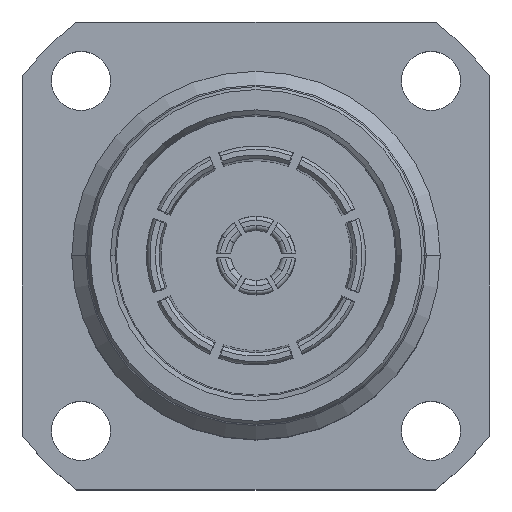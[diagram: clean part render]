
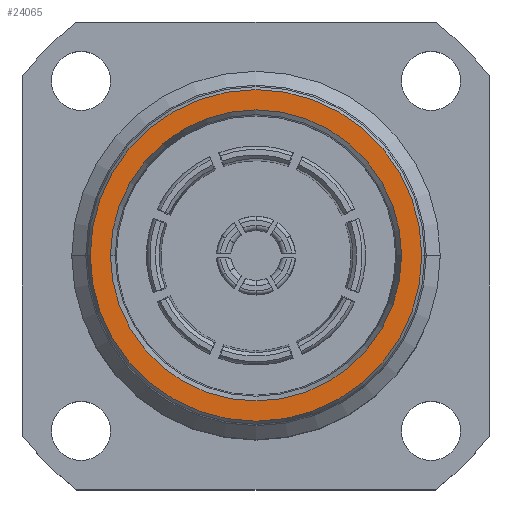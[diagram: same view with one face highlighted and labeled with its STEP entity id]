
A CAD part, top view. The second image highlights one B-rep face of the part: STEP entity #24065.
In plain terms, the highlighted planar face has unit normal (0, 0, 1).
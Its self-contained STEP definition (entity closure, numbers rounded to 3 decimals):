
#46 = CARTESIAN_POINT ( 'NONE',  ( 0., 0., 0. ) ) ;
#699 = DIRECTION ( 'NONE',  ( 1., 0., 0. ) ) ;
#987 = EDGE_CURVE ( 'NONE', #26813, #23769, #23513, .T. ) ;
#1552 = ORIENTED_EDGE ( 'NONE', *, *, #14927, .F. ) ;
#2428 = AXIS2_PLACEMENT_3D ( 'NONE', #10379, #14853, #19718 ) ;
#4446 = CIRCLE ( 'NONE', #24842, 9. ) ;
#5547 = AXIS2_PLACEMENT_3D ( 'NONE', #22856, #27832, #13605 ) ;
#5856 = ORIENTED_EDGE ( 'NONE', *, *, #18613, .T. ) ;
#7756 = CARTESIAN_POINT ( 'NONE',  ( -7.9, 0., 0. ) ) ;
#8883 = FACE_BOUND ( 'NONE', #16846, .T. ) ;
#9402 = DIRECTION ( 'NONE',  ( 0., 0., 1. ) ) ;
#10367 = FACE_OUTER_BOUND ( 'NONE', #24141, .T. ) ;
#10379 = CARTESIAN_POINT ( 'NONE',  ( 0., 9., 0. ) ) ;
#11231 = DIRECTION ( 'NONE',  ( 0., 0., 1. ) ) ;
#11700 = ORIENTED_EDGE ( 'NONE', *, *, #987, .F. ) ;
#13605 = DIRECTION ( 'NONE',  ( 1., 0., 0. ) ) ;
#14176 = CARTESIAN_POINT ( 'NONE',  ( 9., 0., 0. ) ) ;
#14407 = ORIENTED_EDGE ( 'NONE', *, *, #22161, .T. ) ;
#14761 = CARTESIAN_POINT ( 'NONE',  ( 0., 0., 0. ) ) ;
#14853 = DIRECTION ( 'NONE',  ( 0., 0., -1. ) ) ;
#14927 = EDGE_CURVE ( 'NONE', #23769, #26813, #28989, .T. ) ;
#16092 = AXIS2_PLACEMENT_3D ( 'NONE', #14761, #17330, #699 ) ;
#16287 = CIRCLE ( 'NONE', #5547, 9. ) ;
#16846 = EDGE_LOOP ( 'NONE', ( #11700, #1552 ) ) ;
#17330 = DIRECTION ( 'NONE',  ( 0., 0., 1. ) ) ;
#18613 = EDGE_CURVE ( 'NONE', #27489, #28265, #4446, .T. ) ;
#19718 = DIRECTION ( 'NONE',  ( -1., 0., 0. ) ) ;
#22161 = EDGE_CURVE ( 'NONE', #28265, #27489, #16287, .T. ) ;
#22856 = CARTESIAN_POINT ( 'NONE',  ( 0., 0., 0. ) ) ;
#22922 = DIRECTION ( 'NONE',  ( 1., 0., 0. ) ) ;
#22932 = AXIS2_PLACEMENT_3D ( 'NONE', #46, #9402, #25927 ) ;
#23513 = CIRCLE ( 'NONE', #16092, 7.9 ) ;
#23769 = VERTEX_POINT ( 'NONE', #7756 ) ;
#24065 = ADVANCED_FACE ( 'NONE', ( #8883, #10367 ), #28886, .F. ) ;
#24141 = EDGE_LOOP ( 'NONE', ( #14407, #5856 ) ) ;
#24842 = AXIS2_PLACEMENT_3D ( 'NONE', #30072, #11231, #22922 ) ;
#25927 = DIRECTION ( 'NONE',  ( 1., 0., 0. ) ) ;
#26813 = VERTEX_POINT ( 'NONE', #30290 ) ;
#27489 = VERTEX_POINT ( 'NONE', #14176 ) ;
#27832 = DIRECTION ( 'NONE',  ( 0., 0., 1. ) ) ;
#28265 = VERTEX_POINT ( 'NONE', #29506 ) ;
#28886 = PLANE ( 'NONE',  #2428 ) ;
#28989 = CIRCLE ( 'NONE', #22932, 7.9 ) ;
#29506 = CARTESIAN_POINT ( 'NONE',  ( -9., 0., 0. ) ) ;
#30072 = CARTESIAN_POINT ( 'NONE',  ( 0., 0., 0. ) ) ;
#30290 = CARTESIAN_POINT ( 'NONE',  ( 7.9, 0., 0. ) ) ;
